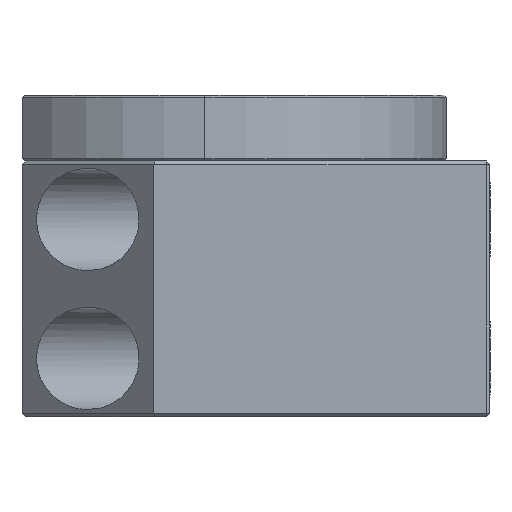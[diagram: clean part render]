
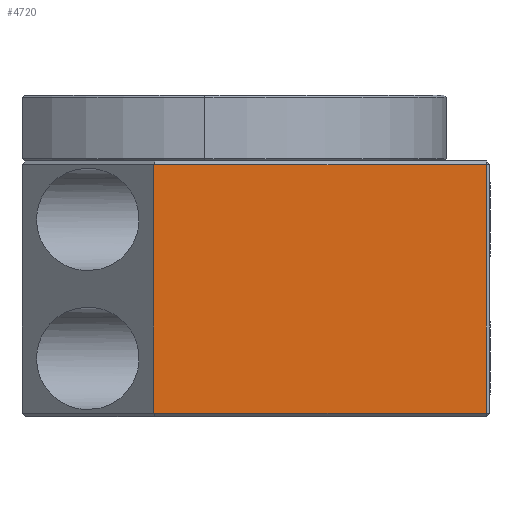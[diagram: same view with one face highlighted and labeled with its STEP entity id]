
A CAD part, left-side view. The second image highlights one B-rep face of the part: STEP entity #4720.
In plain terms, the highlighted planar face has unit normal (-1, 0, 0).
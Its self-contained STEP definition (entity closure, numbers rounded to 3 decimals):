
#121 = ORIENTED_EDGE ( 'NONE', *, *, #6241, .F. ) ;
#242 = CARTESIAN_POINT ( 'NONE',  ( -43., 23.25, 0.5 ) ) ;
#1140 = DIRECTION ( 'NONE',  ( 0., -1., 0. ) ) ;
#1797 = VECTOR ( 'NONE', #4705, 1000. ) ;
#2389 = ORIENTED_EDGE ( 'NONE', *, *, #13706, .F. ) ;
#2516 = EDGE_CURVE ( 'NONE', #13801, #13405, #3696, .T. ) ;
#2883 = CARTESIAN_POINT ( 'NONE',  ( -43., 23.25, 34.5 ) ) ;
#3696 = LINE ( 'NONE', #242, #16374 ) ;
#4572 = LINE ( 'NONE', #2883, #16325 ) ;
#4705 = DIRECTION ( 'NONE',  ( 0., 0., 1. ) ) ;
#4709 = CARTESIAN_POINT ( 'NONE',  ( -43., 0.5, 17.5 ) ) ;
#4720 = ADVANCED_FACE ( 'NONE', ( #11423 ), #14383, .F. ) ;
#4726 = LINE ( 'NONE', #4709, #1797 ) ;
#6241 = EDGE_CURVE ( 'NONE', #13405, #13867, #13378, .T. ) ;
#8011 = EDGE_CURVE ( 'NONE', #13801, #14002, #4726, .T. ) ;
#8613 = VECTOR ( 'NONE', #13333, 1000. ) ;
#9004 = CARTESIAN_POINT ( 'NONE',  ( -43., 0.5, 34.5 ) ) ;
#11402 = AXIS2_PLACEMENT_3D ( 'NONE', #14198, #14139, #14108 ) ;
#11423 = FACE_OUTER_BOUND ( 'NONE', #16754, .T. ) ;
#11662 = CARTESIAN_POINT ( 'NONE',  ( -43., 46., 0.5 ) ) ;
#12436 = CARTESIAN_POINT ( 'NONE',  ( -43., 0.5, 0.5 ) ) ;
#13333 = DIRECTION ( 'NONE',  ( 0., 0., 1. ) ) ;
#13346 = CARTESIAN_POINT ( 'NONE',  ( -43., 46., 17.5 ) ) ;
#13378 = LINE ( 'NONE', #13346, #8613 ) ;
#13405 = VERTEX_POINT ( 'NONE', #11662 ) ;
#13706 = EDGE_CURVE ( 'NONE', #13867, #14002, #4572, .T. ) ;
#13801 = VERTEX_POINT ( 'NONE', #12436 ) ;
#13867 = VERTEX_POINT ( 'NONE', #14359 ) ;
#13944 = ORIENTED_EDGE ( 'NONE', *, *, #8011, .T. ) ;
#14002 = VERTEX_POINT ( 'NONE', #9004 ) ;
#14108 = DIRECTION ( 'NONE',  ( 0., 1., 0. ) ) ;
#14139 = DIRECTION ( 'NONE',  ( 1., 0., 0. ) ) ;
#14198 = CARTESIAN_POINT ( 'NONE',  ( -43., 0.5, 0.5 ) ) ;
#14234 = DIRECTION ( 'NONE',  ( 0., 1., 0. ) ) ;
#14359 = CARTESIAN_POINT ( 'NONE',  ( -43., 46., 34.5 ) ) ;
#14383 = PLANE ( 'NONE',  #11402 ) ;
#14500 = ORIENTED_EDGE ( 'NONE', *, *, #2516, .F. ) ;
#16325 = VECTOR ( 'NONE', #1140, 1000. ) ;
#16374 = VECTOR ( 'NONE', #14234, 1000. ) ;
#16754 = EDGE_LOOP ( 'NONE', ( #2389, #121, #14500, #13944 ) ) ;
